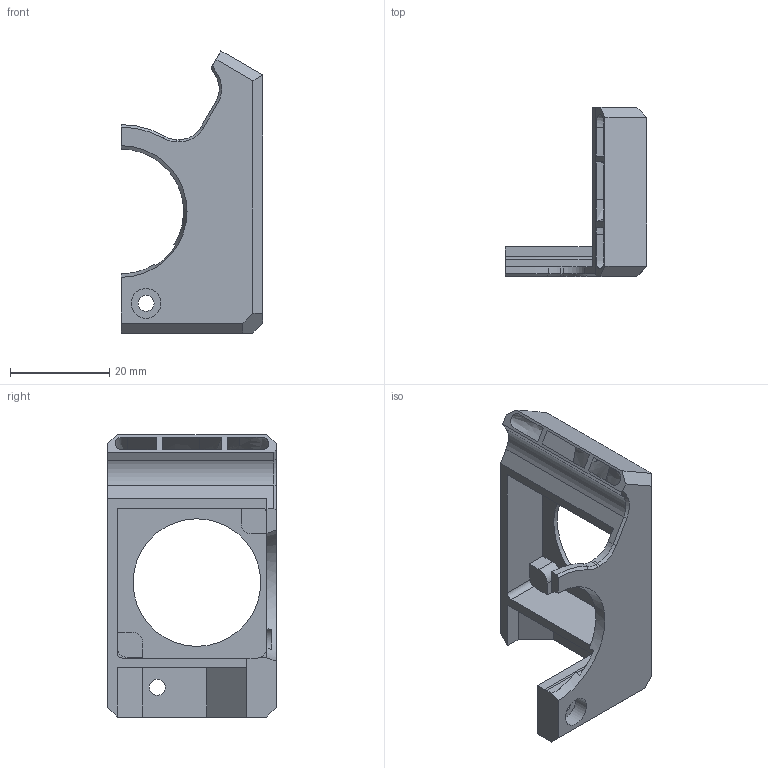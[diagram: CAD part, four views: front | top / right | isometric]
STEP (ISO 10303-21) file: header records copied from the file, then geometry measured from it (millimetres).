
FILE_DESCRIPTION(/* description */ ('STEP AP242','CAx-IF Rec.Pracs.---Representation and Presentation of Product Manufacturing Information (PMI)---4.0---2014-10-13','CAx-IF Rec.Pracs.---3D Tessellated Geometry---0.4---2014-09-14','2;1'),/* implementation_level */ '2;1');
FILE_NAME(/* name */ '631f3be360245e22a10850e6',/* time_stamp */ '2022-09-12T14:02:11+00:00',/* author */ (''),/* organization */ (''),/* preprocessor_version */ 'ST-DEVELOPER v18.102',/* originating_system */ ' ',/* authorisation */ ' ');
FILE_SCHEMA (('AP242_MANAGED_MODEL_BASED_3D_ENGINEERING_MIM_LF { 1 0 10303 442 1 1 4 }'));
Length unit declared in the file: metre
Products named in the file (1): Left Blower Chamfer
Bounding box: 28.5 x 34.01 x 56.86 mm (x, y, z)
Volume: 7982.5 mm3; surface area: 7994 mm2
Topology: 1 solids, 1 shells, 86 faces, 232 edges, 151 vertices
Faces by surface type: plane 52, cylinder 16, bspline 13, cone 5
Full cylindrical faces by diameter (mm): 3.2 x2, 6 x2, 25.7 x1
Entity records: 3896 total; most frequent: CARTESIAN_POINT 1749, ORIENTED_EDGE 454, DIRECTION 398, EDGE_CURVE 227, LINE 164, VECTOR 164, VERTEX_POINT 151, AXIS2_PLACEMENT_3D 117
